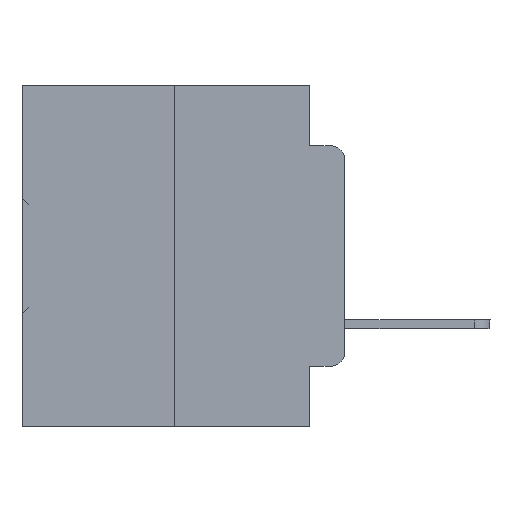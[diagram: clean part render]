
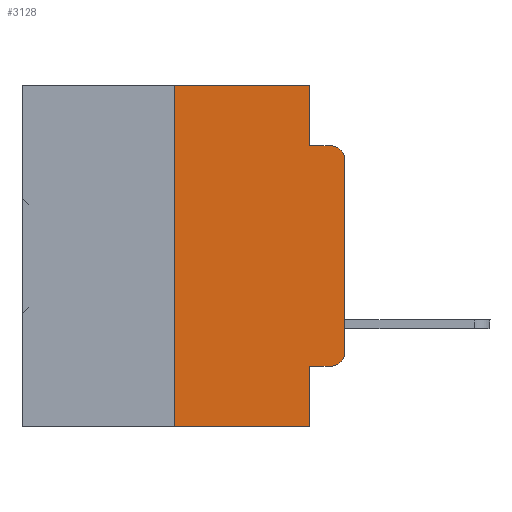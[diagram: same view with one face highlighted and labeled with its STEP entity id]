
A CAD part, left-side view. The second image highlights one B-rep face of the part: STEP entity #3128.
In plain terms, the highlighted planar face has unit normal (-1, 0, 0).
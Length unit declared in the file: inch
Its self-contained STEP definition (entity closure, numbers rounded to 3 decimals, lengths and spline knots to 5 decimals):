
#13 = VECTOR ( 'NONE', #3057, 39.37008 ) ;
#529 = CARTESIAN_POINT ( 'NONE',  ( 0., 0.051, 0. ) ) ;
#735 = CARTESIAN_POINT ( 'NONE',  ( 0., 0.25, 0. ) ) ;
#897 = VERTEX_POINT ( 'NONE', #735 ) ;
#997 = CARTESIAN_POINT ( 'NONE',  ( 0., 0., -0.3915 ) ) ;
#1000 = CARTESIAN_POINT ( 'NONE',  ( 0., 0.02, -0.1085 ) ) ;
#1142 = VECTOR ( 'NONE', #26420, 39.37008 ) ;
#2357 = CARTESIAN_POINT ( 'NONE',  ( 0., 0.051, -0.0885 ) ) ;
#3057 = DIRECTION ( 'NONE',  ( 0., 0., -1. ) ) ;
#3128 = ADVANCED_FACE ( 'NONE', ( #31303 ), #35113, .F. ) ;
#4362 = VECTOR ( 'NONE', #32681, 39.37008 ) ;
#4454 = VERTEX_POINT ( 'NONE', #15520 ) ;
#5102 = EDGE_CURVE ( 'NONE', #29305, #34958, #12476, .T. ) ;
#5129 = DIRECTION ( 'NONE',  ( 0., -1., 0. ) ) ;
#5266 = LINE ( 'NONE', #31639, #15534 ) ;
#5447 = LINE ( 'NONE', #7141, #25425 ) ;
#5728 = CIRCLE ( 'NONE', #13386, 0.02 ) ;
#6007 = EDGE_LOOP ( 'NONE', ( #30551, #29891, #23619, #6271, #9259, #6413, #21493, #31826, #15540, #21568 ) ) ;
#6271 = ORIENTED_EDGE ( 'NONE', *, *, #33964, .F. ) ;
#6413 = ORIENTED_EDGE ( 'NONE', *, *, #8305, .F. ) ;
#6961 = EDGE_CURVE ( 'NONE', #10519, #26293, #5266, .T. ) ;
#7141 = CARTESIAN_POINT ( 'NONE',  ( 0., 0., 0. ) ) ;
#7312 = CARTESIAN_POINT ( 'NONE',  ( 0., 0.051, 0. ) ) ;
#7802 = DIRECTION ( 'NONE',  ( 0., 0., -1. ) ) ;
#8046 = CARTESIAN_POINT ( 'NONE',  ( 0., 0.473, 0. ) ) ;
#8305 = EDGE_CURVE ( 'NONE', #29305, #897, #19636, .T. ) ;
#9180 = CIRCLE ( 'NONE', #28265, 0.02 ) ;
#9246 = DIRECTION ( 'NONE',  ( -1., 0., 0. ) ) ;
#9259 = ORIENTED_EDGE ( 'NONE', *, *, #10562, .F. ) ;
#9664 = CARTESIAN_POINT ( 'NONE',  ( 0., 0.25, -0.5 ) ) ;
#10519 = VERTEX_POINT ( 'NONE', #24524 ) ;
#10562 = EDGE_CURVE ( 'NONE', #897, #19840, #20857, .T. ) ;
#11534 = CARTESIAN_POINT ( 'NONE',  ( 0., 0.02, -0.3915 ) ) ;
#12002 = VECTOR ( 'NONE', #28829, 39.37008 ) ;
#12476 = LINE ( 'NONE', #29945, #4362 ) ;
#13386 = AXIS2_PLACEMENT_3D ( 'NONE', #11534, #30773, #17171 ) ;
#15334 = EDGE_CURVE ( 'NONE', #10519, #34958, #19078, .T. ) ;
#15520 = CARTESIAN_POINT ( 'NONE',  ( 0., 0., -0.1085 ) ) ;
#15534 = VECTOR ( 'NONE', #5129, 39.37008 ) ;
#15540 = ORIENTED_EDGE ( 'NONE', *, *, #6961, .T. ) ;
#16313 = VECTOR ( 'NONE', #26871, 39.37008 ) ;
#17171 = DIRECTION ( 'NONE',  ( 0., 0., -1. ) ) ;
#18395 = CARTESIAN_POINT ( 'NONE',  ( 0., 0.25, 0. ) ) ;
#19038 = EDGE_CURVE ( 'NONE', #31232, #4454, #5447, .T. ) ;
#19078 = LINE ( 'NONE', #7312, #25817 ) ;
#19155 = DIRECTION ( 'NONE',  ( 1., 0., 0. ) ) ;
#19302 = VERTEX_POINT ( 'NONE', #2357 ) ;
#19636 = LINE ( 'NONE', #18395, #16313 ) ;
#19840 = VERTEX_POINT ( 'NONE', #24896 ) ;
#20183 = CARTESIAN_POINT ( 'NONE',  ( 0., 0.02, -0.4115 ) ) ;
#20626 = EDGE_CURVE ( 'NONE', #26293, #31232, #5728, .T. ) ;
#20857 = LINE ( 'NONE', #30051, #1142 ) ;
#20886 = DIRECTION ( 'NONE',  ( 0., 0., 1. ) ) ;
#21046 = LINE ( 'NONE', #34265, #12002 ) ;
#21493 = ORIENTED_EDGE ( 'NONE', *, *, #5102, .T. ) ;
#21568 = ORIENTED_EDGE ( 'NONE', *, *, #20626, .T. ) ;
#23619 = ORIENTED_EDGE ( 'NONE', *, *, #32963, .F. ) ;
#24524 = CARTESIAN_POINT ( 'NONE',  ( 0., 0.051, -0.4115 ) ) ;
#24896 = CARTESIAN_POINT ( 'NONE',  ( 0., 0.051, 0. ) ) ;
#25317 = DIRECTION ( 'NONE',  ( 0., 0., -1. ) ) ;
#25425 = VECTOR ( 'NONE', #20886, 39.37008 ) ;
#25817 = VECTOR ( 'NONE', #26356, 39.37008 ) ;
#26293 = VERTEX_POINT ( 'NONE', #20183 ) ;
#26356 = DIRECTION ( 'NONE',  ( 0., 0., -1. ) ) ;
#26420 = DIRECTION ( 'NONE',  ( 0., -1., 0. ) ) ;
#26871 = DIRECTION ( 'NONE',  ( 0., 0., 1. ) ) ;
#28265 = AXIS2_PLACEMENT_3D ( 'NONE', #1000, #9246, #25317 ) ;
#28829 = DIRECTION ( 'NONE',  ( 0., -1., 0. ) ) ;
#28962 = LINE ( 'NONE', #529, #13 ) ;
#29305 = VERTEX_POINT ( 'NONE', #9664 ) ;
#29872 = EDGE_CURVE ( 'NONE', #4454, #34883, #9180, .T. ) ;
#29891 = ORIENTED_EDGE ( 'NONE', *, *, #29872, .T. ) ;
#29945 = CARTESIAN_POINT ( 'NONE',  ( 0., 0.473, -0.5 ) ) ;
#30051 = CARTESIAN_POINT ( 'NONE',  ( 0., 0.473, 0. ) ) ;
#30551 = ORIENTED_EDGE ( 'NONE', *, *, #19038, .T. ) ;
#30773 = DIRECTION ( 'NONE',  ( -1., 0., 0. ) ) ;
#31232 = VERTEX_POINT ( 'NONE', #997 ) ;
#31303 = FACE_OUTER_BOUND ( 'NONE', #6007, .T. ) ;
#31639 = CARTESIAN_POINT ( 'NONE',  ( 0., 0.051, -0.4115 ) ) ;
#31826 = ORIENTED_EDGE ( 'NONE', *, *, #15334, .F. ) ;
#32681 = DIRECTION ( 'NONE',  ( 0., -1., 0. ) ) ;
#32963 = EDGE_CURVE ( 'NONE', #19302, #34883, #21046, .T. ) ;
#33142 = AXIS2_PLACEMENT_3D ( 'NONE', #8046, #19155, #7802 ) ;
#33964 = EDGE_CURVE ( 'NONE', #19840, #19302, #28962, .T. ) ;
#34260 = CARTESIAN_POINT ( 'NONE',  ( 0., 0.02, -0.0885 ) ) ;
#34265 = CARTESIAN_POINT ( 'NONE',  ( 0., 0.051, -0.0885 ) ) ;
#34748 = CARTESIAN_POINT ( 'NONE',  ( 0., 0.051, -0.5 ) ) ;
#34883 = VERTEX_POINT ( 'NONE', #34260 ) ;
#34958 = VERTEX_POINT ( 'NONE', #34748 ) ;
#35113 = PLANE ( 'NONE',  #33142 ) ;
